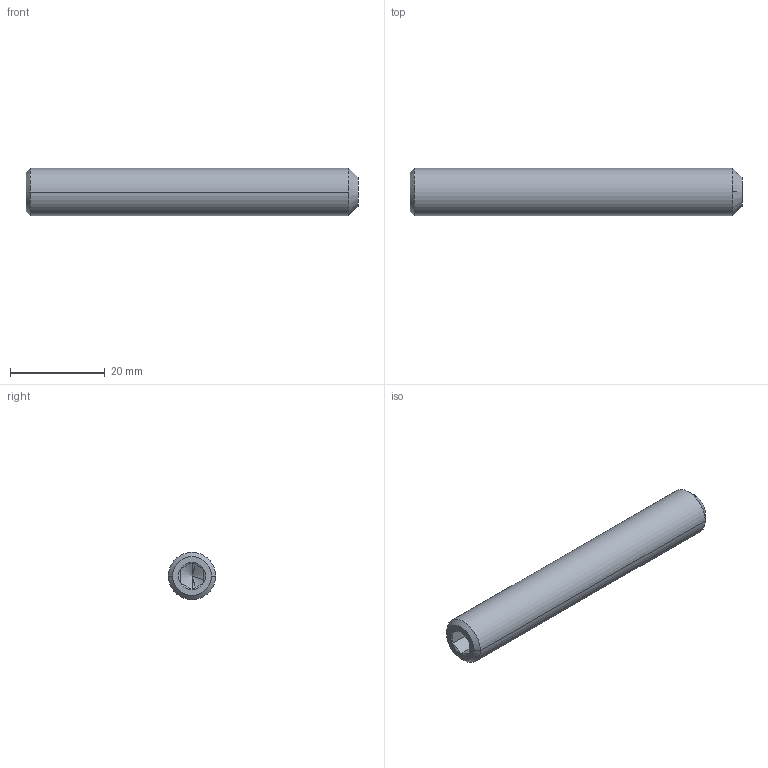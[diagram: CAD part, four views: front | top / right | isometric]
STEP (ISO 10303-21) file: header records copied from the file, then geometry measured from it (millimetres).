
FILE_DESCRIPTION(('HOOPS Exchange Step'),'2;1');
FILE_NAME('export-19DDDA9F-2715-4E77-98E1-09660A3B8323.stp','2022-10-18T17:23:30+02:00',('User'),('Alibre'),'HOOPS Exchange 2021.0','Alibre','Unknown authorisation');
FILE_SCHEMA( ('AP242_MANAGED_MODEL_BASED_3D_ENGINEERING_MIM_LF {1 0 10303 442 1 1 4 }') );
Length unit declared in the file: millimetre
Products named in the file (1): 6092 M10x70 DIN 916 RVS A2 - Hexagon socket set screws
Bounding box: 70 x 10 x 10 mm (x, y, z)
Volume: 5267.9 mm3; surface area: 2420.2 mm2
Topology: 1 solids, 1 shells, 33 faces, 78 edges, 45 vertices
Faces by surface type: cone 23, plane 8, cylinder 2
Entity records: 720 total; most frequent: CARTESIAN_POINT 130, DIRECTION 125, ORIENTED_EDGE 108, EDGE_CURVE 54, AXIS2_PLACEMENT_3D 50, VERTEX_POINT 31, EDGE_LOOP 29, FACE_BOUND 29
